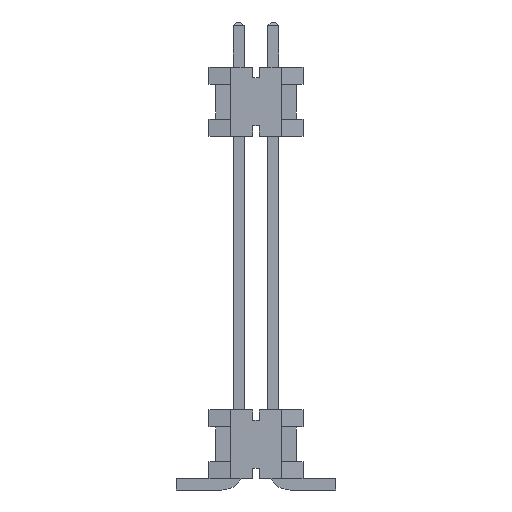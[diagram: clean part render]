
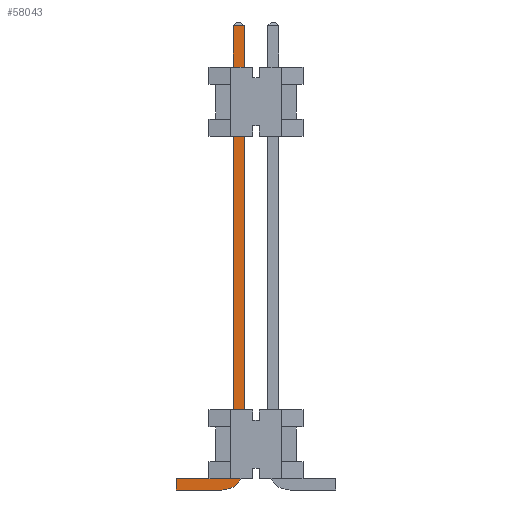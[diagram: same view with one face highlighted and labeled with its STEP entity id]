
A CAD part, front view. The second image highlights one B-rep face of the part: STEP entity #58043.
In plain terms, the highlighted planar face has unit normal (0, -1, 0).
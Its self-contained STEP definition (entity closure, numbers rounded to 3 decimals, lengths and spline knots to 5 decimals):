
#5025=DIRECTION('',(-1.,0.,0.));
#5026=VECTOR('',#5025,0.0001);
#5027=CARTESIAN_POINT('',(-0.0329,-0.333,0.508));
#5028=LINE('',#5027,#5026);
#8751=DIRECTION('',(1.,0.,0.));
#8752=VECTOR('',#8751,0.0001);
#8753=CARTESIAN_POINT('',(-0.033,-0.333,0.115));
#8754=LINE('',#8753,#8752);
#17707=DIRECTION('',(0.,0.,1.));
#17708=VECTOR('',#17707,0.06);
#17709=CARTESIAN_POINT('',(-0.033,-0.333,0.607));
#17710=LINE('',#17709,#17708);
#17714=DIRECTION('',(1.,0.,0.));
#17715=VECTOR('',#17714,0.016);
#17716=CARTESIAN_POINT('',(-0.033,-0.333,0.667));
#17717=LINE('',#17716,#17715);
#17721=DIRECTION('',(0.,0.,-1.));
#17722=VECTOR('',#17721,0.11);
#17723=CARTESIAN_POINT('',(-0.017,-0.333,0.667));
#17724=LINE('',#17723,#17722);
#17728=DIRECTION('',(1.,0.,0.));
#17729=VECTOR('',#17728,0.0002);
#17730=CARTESIAN_POINT('',(-0.017,-0.333,0.557));
#17731=LINE('',#17730,#17729);
#17735=DIRECTION('',(-1.,0.,0.));
#17736=VECTOR('',#17735,0.0002);
#17737=CARTESIAN_POINT('',(-0.0168,-0.333,0.552));
#17738=LINE('',#17737,#17736);
#17742=DIRECTION('',(0.,0.,-1.));
#17743=VECTOR('',#17742,0.52);
#17744=CARTESIAN_POINT('',(-0.017,-0.333,0.552));
#17745=LINE('',#17744,#17743);
#17749=CARTESIAN_POINT('',(-0.049,-0.333,0.032));
#17750=DIRECTION('',(0.,1.,0.));
#17751=DIRECTION('',(1.,0.,0.));
#17752=AXIS2_PLACEMENT_3D('',#17749,#17750,#17751);
#17757=DIRECTION('',(-1.,0.,0.));
#17758=VECTOR('',#17757,0.0655);
#17759=CARTESIAN_POINT('',(-0.049,-0.333,0.));
#17760=LINE('',#17759,#17758);
#17764=DIRECTION('',(0.,0.,1.));
#17765=VECTOR('',#17764,0.016);
#17766=CARTESIAN_POINT('',(-0.1145,-0.333,0.));
#17767=LINE('',#17766,#17765);
#17771=DIRECTION('',(1.,0.,0.));
#17772=VECTOR('',#17771,0.047);
#17773=CARTESIAN_POINT('',(-0.1145,-0.333,0.016));
#17774=LINE('',#17773,#17772);
#17778=DIRECTION('',(1.,0.,0.));
#17779=VECTOR('',#17778,0.0346);
#17780=CARTESIAN_POINT('',(-0.0675,-0.333,0.016));
#17781=LINE('',#17780,#17779);
#17785=DIRECTION('',(0.,0.,1.));
#17786=VECTOR('',#17785,0.099);
#17787=CARTESIAN_POINT('',(-0.0329,-0.333,0.016));
#17788=LINE('',#17787,#17786);
#17792=DIRECTION('',(0.,0.,1.));
#17793=VECTOR('',#17792,0.393);
#17794=CARTESIAN_POINT('',(-0.033,-0.333,0.115));
#17795=LINE('',#17794,#17793);
#17799=DIRECTION('',(-1.,0.,0.));
#17800=VECTOR('',#17799,0.0001);
#17801=CARTESIAN_POINT('',(-0.0329,-0.333,0.607));
#17802=LINE('',#17801,#17800);
#17890=DIRECTION('',(0.,0.,1.));
#17891=VECTOR('',#17890,0.005);
#17892=CARTESIAN_POINT('',(-0.0168,-0.333,0.552));
#17893=LINE('',#17892,#17891);
#17925=DIRECTION('',(0.,0.,-1.));
#17926=VECTOR('',#17925,0.099);
#17927=CARTESIAN_POINT('',(-0.0329,-0.333,0.607));
#17928=LINE('',#17927,#17926);
#31911=CARTESIAN_POINT('',(-0.0329,-0.333,0.115));
#31913=VERTEX_POINT('',#31911);
#32559=CARTESIAN_POINT('',(-0.033,-0.333,0.607));
#32561=VERTEX_POINT('',#32559);
#32562=CARTESIAN_POINT('',(-0.033,-0.333,0.667));
#32563=VERTEX_POINT('',#32562);
#32702=CARTESIAN_POINT('',(-0.0329,-0.333,0.016));
#32703=VERTEX_POINT('',#32702);
#32758=CARTESIAN_POINT('',(-0.1145,-0.333,0.016));
#32759=CARTESIAN_POINT('',(-0.0675,-0.333,0.016));
#32760=VERTEX_POINT('',#32758);
#32761=VERTEX_POINT('',#32759);
#32762=CARTESIAN_POINT('',(-0.033,-0.333,0.115));
#32763=CARTESIAN_POINT('',(-0.033,-0.333,0.508));
#32764=VERTEX_POINT('',#32762);
#32765=VERTEX_POINT('',#32763);
#32766=CARTESIAN_POINT('',(-0.017,-0.333,0.557));
#32767=CARTESIAN_POINT('',(-0.0168,-0.333,0.557));
#32768=VERTEX_POINT('',#32766);
#32769=VERTEX_POINT('',#32767);
#32792=CARTESIAN_POINT('',(-0.017,-0.333,0.667));
#32793=VERTEX_POINT('',#32792);
#32820=CARTESIAN_POINT('',(-0.0329,-0.333,0.607));
#32821=VERTEX_POINT('',#32820);
#32981=CARTESIAN_POINT('',(-0.0329,-0.333,0.508));
#32983=VERTEX_POINT('',#32981);
#37016=CARTESIAN_POINT('',(-0.1145,-0.333,0.));
#37017=VERTEX_POINT('',#37016);
#37018=CARTESIAN_POINT('',(-0.049,-0.333,0.));
#37019=VERTEX_POINT('',#37018);
#37020=CARTESIAN_POINT('',(-0.017,-0.333,0.032));
#37021=VERTEX_POINT('',#37020);
#37022=CARTESIAN_POINT('',(-0.017,-0.333,0.552));
#37023=VERTEX_POINT('',#37022);
#37024=CARTESIAN_POINT('',(-0.0168,-0.333,0.552));
#37025=VERTEX_POINT('',#37024);
#58005=CARTESIAN_POINT('',(-0.049,-0.333,0.032));
#58006=DIRECTION('',(0.,-1.,0.));
#58007=DIRECTION('',(1.,0.,0.));
#58008=AXIS2_PLACEMENT_3D('',#58005,#58006,#58007);
#58009=PLANE('',#58008);
#58011=ORIENTED_EDGE('',*,*,#58010,.T.);
#58013=ORIENTED_EDGE('',*,*,#58012,.T.);
#58015=ORIENTED_EDGE('',*,*,#58014,.T.);
#58017=ORIENTED_EDGE('',*,*,#58016,.T.);
#58019=ORIENTED_EDGE('',*,*,#58018,.F.);
#58021=ORIENTED_EDGE('',*,*,#58020,.T.);
#58023=ORIENTED_EDGE('',*,*,#58022,.T.);
#58025=ORIENTED_EDGE('',*,*,#58024,.T.);
#58027=ORIENTED_EDGE('',*,*,#58026,.T.);
#58029=ORIENTED_EDGE('',*,*,#58028,.T.);
#58030=ORIENTED_EDGE('',*,*,#57995,.T.);
#58031=ORIENTED_EDGE('',*,*,#46853,.T.);
#58033=ORIENTED_EDGE('',*,*,#58032,.T.);
#58034=ORIENTED_EDGE('',*,*,#47316,.F.);
#58036=ORIENTED_EDGE('',*,*,#58035,.T.);
#58037=ORIENTED_EDGE('',*,*,#42900,.F.);
#58039=ORIENTED_EDGE('',*,*,#58038,.F.);
#58040=ORIENTED_EDGE('',*,*,#40457,.T.);
#58041=EDGE_LOOP('',(#58011,#58013,#58015,#58017,#58019,#58021,#58023,#58025,
#58027,#58029,#58030,#58031,#58033,#58034,#58036,#58037,#58039,#58040));
#58042=FACE_OUTER_BOUND('',#58041,.F.);
#58043=ADVANCED_FACE('',(#58042),#58009,.T.);
#17753=CIRCLE('',#17752,0.032);
#40457=EDGE_CURVE('',#32821,#32561,#17802,.T.);
#42900=EDGE_CURVE('',#32983,#32765,#5028,.T.);
#46853=EDGE_CURVE('',#32761,#32703,#17781,.T.);
#47316=EDGE_CURVE('',#32764,#31913,#8754,.T.);
#57995=EDGE_CURVE('',#32760,#32761,#17774,.T.);
#58010=EDGE_CURVE('',#32561,#32563,#17710,.T.);
#58012=EDGE_CURVE('',#32563,#32793,#17717,.T.);
#58014=EDGE_CURVE('',#32793,#32768,#17724,.T.);
#58016=EDGE_CURVE('',#32768,#32769,#17731,.T.);
#58018=EDGE_CURVE('',#37025,#32769,#17893,.T.);
#58020=EDGE_CURVE('',#37025,#37023,#17738,.T.);
#58022=EDGE_CURVE('',#37023,#37021,#17745,.T.);
#58024=EDGE_CURVE('',#37021,#37019,#17753,.T.);
#58026=EDGE_CURVE('',#37019,#37017,#17760,.T.);
#58028=EDGE_CURVE('',#37017,#32760,#17767,.T.);
#58032=EDGE_CURVE('',#32703,#31913,#17788,.T.);
#58035=EDGE_CURVE('',#32764,#32765,#17795,.T.);
#58038=EDGE_CURVE('',#32821,#32983,#17928,.T.);
